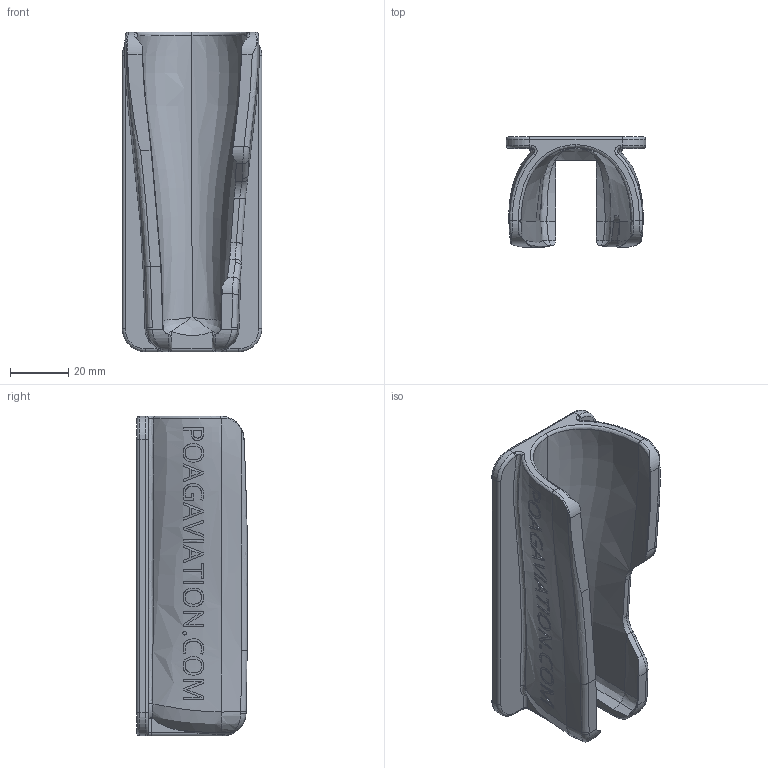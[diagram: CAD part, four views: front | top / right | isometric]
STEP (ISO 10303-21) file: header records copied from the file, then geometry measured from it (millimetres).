
FILE_DESCRIPTION(/* description */ ('STEP AP242','CAx-IF Rec.Pracs.---Representation and Presentation of Product Manufacturing Information (PMI)---4.0---2014-10-13','CAx-IF Rec.Pracs.---3D Tessellated Geometry---0.4---2014-09-14','2;1'),/* implementation_level */ '2;1');
FILE_NAME(/* name */ '63b2f77971939f621fb05b37',/* time_stamp */ '2023-01-02T15:25:47+00:00',/* author */ (''),/* organization */ (''),/* preprocessor_version */ 'ST-DEVELOPER v18.102',/* originating_system */ ' ',/* authorisation */ ' ');
FILE_SCHEMA (('AP242_MANAGED_MODEL_BASED_3D_ENGINEERING_MIM_LF { 1 0 10303 442 1 1 4 }'));
Length unit declared in the file: metre
Products named in the file (1): Part 2
Bounding box: 48 x 38 x 110 mm (x, y, z)
Volume: 52248.1 mm3; surface area: 26867.4 mm2
Topology: 1 solids, 1 shells, 823 faces, 2188 edges, 1433 vertices
Faces by surface type: bspline 441, plane 339, cylinder 29, torus 14
Entity records: 31024 total; most frequent: CARTESIAN_POINT 14316, ORIENTED_EDGE 4370, EDGE_CURVE 2185, DIRECTION 1789, VERTEX_POINT 1433, B_SPLINE_CURVE_WITH_KNOTS 1238, EDGE_LOOP 892, FACE_BOUND 892
